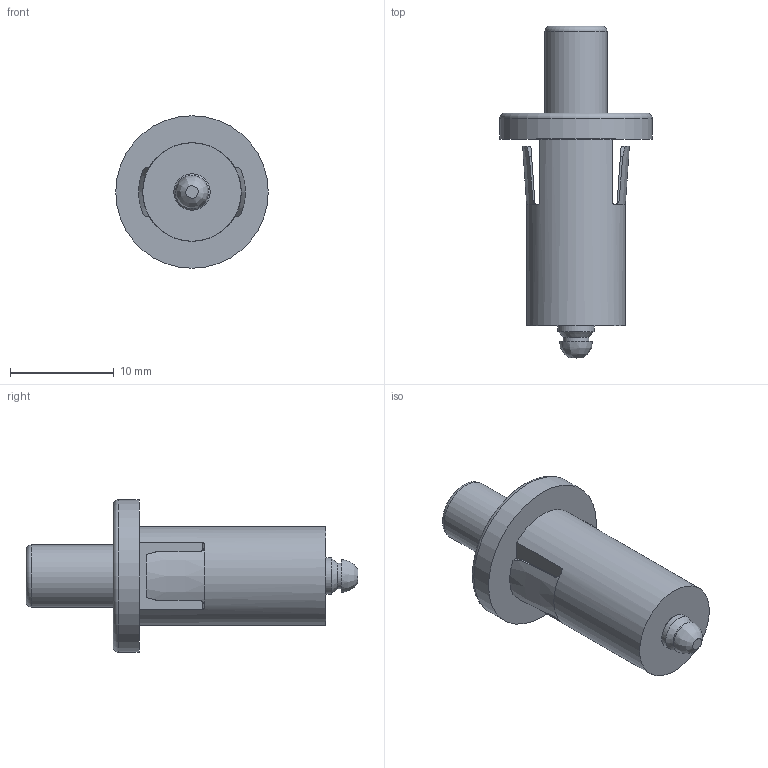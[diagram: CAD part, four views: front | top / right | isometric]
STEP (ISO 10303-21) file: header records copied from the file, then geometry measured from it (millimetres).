
FILE_DESCRIPTION(('STEP AP214'),'1');
FILE_NAME('089.step','2015-11-24T14:43:54',(' '),(' '),'Spatial InterOp 3D',' ',' ');
FILE_SCHEMA(('automotive_design'));
Length unit declared in the file: millimetre
Products named in the file (2): _100; _160
Bounding box: 14.7 x 32 x 14.7 mm (x, y, z)
Volume: 1549.3 mm3; surface area: 1949.9 mm2
Topology: 2 solids, 2 shells, 47 faces, 107 edges, 69 vertices
Faces by surface type: plane 25, cylinder 16, cone 3, torus 2, bspline 1
Full cylindrical faces by diameter (mm): 2.5 x1, 3 x1, 3.4 x1, 3.5 x1, 6 x1, 6.2 x1, 9.5 x1, 14.7 x1
Entity records: 1726 total; most frequent: CARTESIAN_POINT 316, DIRECTION 210, ORIENTED_EDGE 186, EDGE_CURVE 93, AXIS2_PLACEMENT_3D 85, VERTEX_POINT 67, EDGE_LOOP 66, FACE_OUTER_BOUND 58
